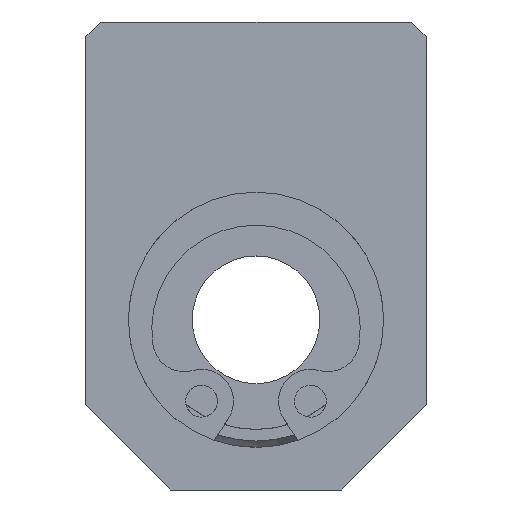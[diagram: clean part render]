
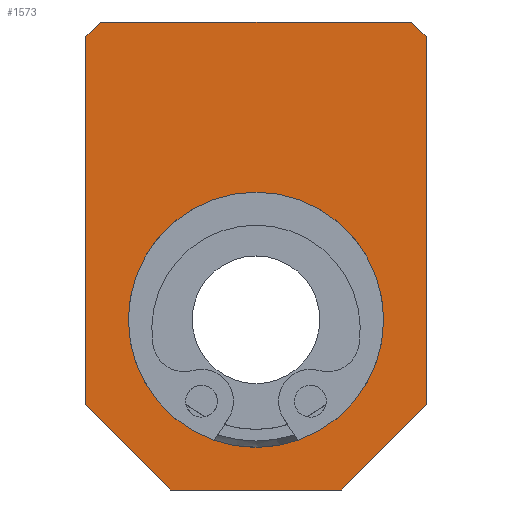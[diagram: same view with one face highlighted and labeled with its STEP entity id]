
A CAD part, left-side view. The second image highlights one B-rep face of the part: STEP entity #1573.
In plain terms, the highlighted planar face has unit normal (-1, 0, 0).
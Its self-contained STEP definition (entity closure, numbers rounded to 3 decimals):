
#1475=CARTESIAN_POINT('',(0.0,-7.3,14.));
#1476=VERTEX_POINT('',#1475);
#1483=CARTESIAN_POINT('',(0.0,-8.,13.3));
#1484=VERTEX_POINT('',#1483);
#1485=CARTESIAN_POINT('',(0.0,-7.3,14.));
#1486=DIRECTION('',(0.0,-0.707,-0.707));
#1487=VECTOR('',#1486,0.99);
#1488=LINE('',#1485,#1487);
#1489=EDGE_CURVE('',#1476,#1484,#1488,.T.);
#1500=CARTESIAN_POINT('',(0.0,0.,3.));
#1501=DIRECTION('',(1.0,0.0,0.0));
#1502=DIRECTION('',(0.0,0.0,-1.0));
#1503=AXIS2_PLACEMENT_3D('',#1500,#1501,#1502);
#1504=PLANE('',#1503);
#1505=ORIENTED_EDGE('',*,*,#1489,.F.);
#1506=CARTESIAN_POINT('',(0.0,7.3,14.));
#1507=VERTEX_POINT('',#1506);
#1508=CARTESIAN_POINT('',(0.0,-7.3,14.));
#1509=DIRECTION('',(0.0,1.0,0.0));
#1510=VECTOR('',#1509,14.6);
#1511=LINE('',#1508,#1510);
#1512=EDGE_CURVE('',#1476,#1507,#1511,.T.);
#1513=ORIENTED_EDGE('',*,*,#1512,.T.);
#1514=CARTESIAN_POINT('',(0.0,8.,13.3));
#1515=VERTEX_POINT('',#1514);
#1516=CARTESIAN_POINT('',(0.0,8.,13.3));
#1517=DIRECTION('',(0.0,-0.707,0.707));
#1518=VECTOR('',#1517,0.99);
#1519=LINE('',#1516,#1518);
#1520=EDGE_CURVE('',#1515,#1507,#1519,.T.);
#1521=ORIENTED_EDGE('',*,*,#1520,.F.);
#1522=CARTESIAN_POINT('',(0.0,8.,-4.));
#1523=VERTEX_POINT('',#1522);
#1524=CARTESIAN_POINT('',(0.0,8.,13.3));
#1525=DIRECTION('',(0.0,0.0,-1.0));
#1526=VECTOR('',#1525,17.3);
#1527=LINE('',#1524,#1526);
#1528=EDGE_CURVE('',#1515,#1523,#1527,.T.);
#1529=ORIENTED_EDGE('',*,*,#1528,.T.);
#1530=CARTESIAN_POINT('',(0.0,4.,-8.));
#1531=VERTEX_POINT('',#1530);
#1532=CARTESIAN_POINT('',(0.0,4.,-8.));
#1533=DIRECTION('',(0.0,0.707,0.707));
#1534=VECTOR('',#1533,5.657);
#1535=LINE('',#1532,#1534);
#1536=EDGE_CURVE('',#1531,#1523,#1535,.T.);
#1537=ORIENTED_EDGE('',*,*,#1536,.F.);
#1538=CARTESIAN_POINT('',(0.0,-4.,-8.));
#1539=VERTEX_POINT('',#1538);
#1540=CARTESIAN_POINT('',(0.0,4.,-8.));
#1541=DIRECTION('',(0.0,-1.0,0.0));
#1542=VECTOR('',#1541,8.);
#1543=LINE('',#1540,#1542);
#1544=EDGE_CURVE('',#1531,#1539,#1543,.T.);
#1545=ORIENTED_EDGE('',*,*,#1544,.T.);
#1546=CARTESIAN_POINT('',(0.0,-8.,-4.));
#1547=VERTEX_POINT('',#1546);
#1548=CARTESIAN_POINT('',(0.0,-8.,-4.));
#1549=DIRECTION('',(0.0,0.707,-0.707));
#1550=VECTOR('',#1549,5.657);
#1551=LINE('',#1548,#1550);
#1552=EDGE_CURVE('',#1547,#1539,#1551,.T.);
#1553=ORIENTED_EDGE('',*,*,#1552,.F.);
#1554=CARTESIAN_POINT('',(0.0,-8.,-4.));
#1555=DIRECTION('',(0.0,0.0,1.0));
#1556=VECTOR('',#1555,17.3);
#1557=LINE('',#1554,#1556);
#1558=EDGE_CURVE('',#1547,#1484,#1557,.T.);
#1559=ORIENTED_EDGE('',*,*,#1558,.T.);
#1560=EDGE_LOOP('',(#1505,#1513,#1521,#1529,#1537,#1545,#1553,#1559));
#1561=FACE_OUTER_BOUND('',#1560,.T.);
#1562=CARTESIAN_POINT('',(0.0,6.,0.));
#1563=VERTEX_POINT('',#1562);
#1564=CARTESIAN_POINT('',(0.0,0.0,0.0));
#1565=DIRECTION('',(1.0,0.0,0.0));
#1566=DIRECTION('',(0.0,-1.0,0.0));
#1567=AXIS2_PLACEMENT_3D('',#1564,#1565,#1566);
#1568=CIRCLE('',#1567,6.);
#1569=EDGE_CURVE('',#1563,#1563,#1568,.T.);
#1570=ORIENTED_EDGE('',*,*,#1569,.T.);
#1571=EDGE_LOOP('',(#1570));
#1572=FACE_BOUND('',#1571,.T.);
#1573=ADVANCED_FACE('',(#1561,#1572),#1504,.F.);
